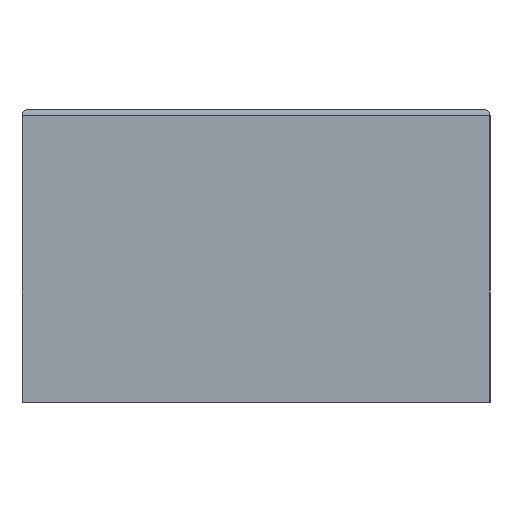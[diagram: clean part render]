
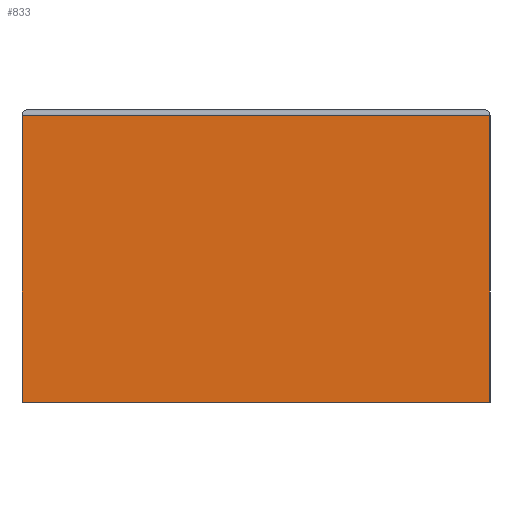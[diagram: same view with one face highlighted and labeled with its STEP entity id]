
A CAD part, left-side view. The second image highlights one B-rep face of the part: STEP entity #833.
In plain terms, the highlighted planar face has unit normal (-1, 0, 0).
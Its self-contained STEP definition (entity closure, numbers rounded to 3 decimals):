
#77=PLANE('',#899);
#127=FACE_OUTER_BOUND('',#178,.T.);
#178=EDGE_LOOP('',(#762,#763,#764,#765));
#194=LINE('',#1104,#275);
#202=LINE('',#1122,#283);
#269=LINE('',#3630,#350);
#270=LINE('',#3631,#351);
#275=VECTOR('',#917,10.);
#283=VECTOR('',#935,10.);
#350=VECTOR('',#1082,10.);
#351=VECTOR('',#1083,10.);
#355=VERTEX_POINT('',#1094);
#358=VERTEX_POINT('',#1102);
#363=VERTEX_POINT('',#1121);
#422=VERTEX_POINT('',#3629);
#429=EDGE_CURVE('',#358,#355,#194,.T.);
#438=EDGE_CURVE('',#363,#355,#202,.T.);
#537=EDGE_CURVE('',#422,#358,#269,.T.);
#538=EDGE_CURVE('',#363,#422,#270,.T.);
#762=ORIENTED_EDGE('',*,*,#429,.F.);
#763=ORIENTED_EDGE('',*,*,#537,.F.);
#764=ORIENTED_EDGE('',*,*,#538,.F.);
#765=ORIENTED_EDGE('',*,*,#438,.T.);
#833=ADVANCED_FACE('',(#127),#77,.T.);
#899=AXIS2_PLACEMENT_3D('',#3628,#1080,#1081);
#917=DIRECTION('',(0.,-1.,0.));
#935=DIRECTION('',(0.,0.,1.));
#1080=DIRECTION('center_axis',(-1.,0.,0.));
#1081=DIRECTION('ref_axis',(0.,-1.,0.));
#1082=DIRECTION('',(0.,0.,1.));
#1083=DIRECTION('',(0.,1.,0.));
#1094=CARTESIAN_POINT('',(-173.,15.,49.));
#1102=CARTESIAN_POINT('',(-173.,95.,49.));
#1104=CARTESIAN_POINT('',(-173.,75.,49.));
#1121=CARTESIAN_POINT('',(-173.,15.,0.));
#1122=CARTESIAN_POINT('',(-173.,15.,0.));
#3628=CARTESIAN_POINT('Origin',(-173.,95.,0.));
#3629=CARTESIAN_POINT('',(-173.,95.,0.));
#3630=CARTESIAN_POINT('',(-173.,95.,0.));
#3631=CARTESIAN_POINT('',(-173.,15.,0.));
